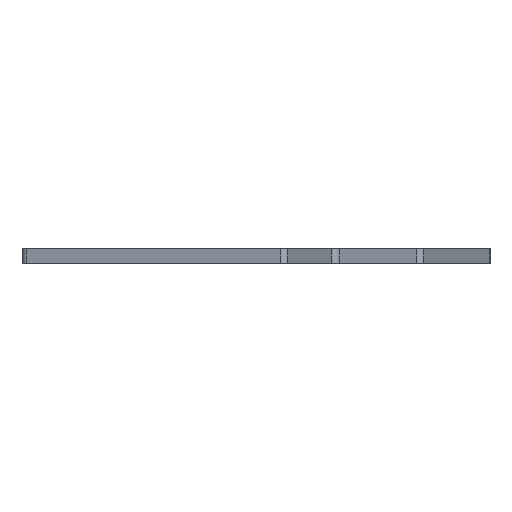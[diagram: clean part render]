
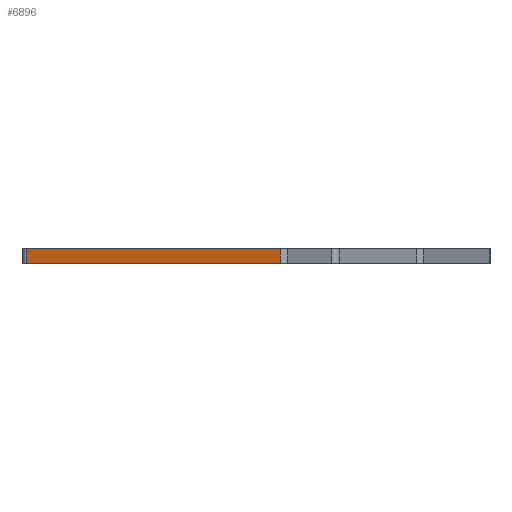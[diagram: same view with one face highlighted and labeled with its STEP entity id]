
A CAD part, left-side view. The second image highlights one B-rep face of the part: STEP entity #6896.
In plain terms, the highlighted planar face has unit normal (-0.966, 0.259, 0).
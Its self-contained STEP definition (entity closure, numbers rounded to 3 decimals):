
#1131=CARTESIAN_POINT('',(-110.106,-5.813,8.005));
#1132=VERTEX_POINT('',#1131);
#1140=CARTESIAN_POINT('',(-96.039,46.685,8.005));
#1141=VERTEX_POINT('',#1140);
#1142=CARTESIAN_POINT('',(-96.039,46.685,8.005));
#1143=DIRECTION('',(-0.259,-0.966,0.));
#1144=VECTOR('',#1143,54.35);
#1145=LINE('',#1142,#1144);
#1146=EDGE_CURVE('',#1141,#1132,#1145,.T.);
#6584=CARTESIAN_POINT('',(-96.039,46.685,11.005));
#6585=VERTEX_POINT('',#6584);
#6593=CARTESIAN_POINT('',(-110.106,-5.813,11.005));
#6594=VERTEX_POINT('',#6593);
#6595=CARTESIAN_POINT('',(-96.039,46.685,11.005));
#6596=DIRECTION('',(-0.259,-0.966,0.));
#6597=VECTOR('',#6596,54.35);
#6598=LINE('',#6595,#6597);
#6599=EDGE_CURVE('',#6585,#6594,#6598,.T.);
#6875=CARTESIAN_POINT('',(-103.073,20.436,8.005));
#6876=DIRECTION('',(-0.966,0.259,0.));
#6877=DIRECTION('',(0.259,0.966,-0.));
#6878=AXIS2_PLACEMENT_3D('',#6875,#6876,#6877);
#6879=PLANE('',#6878);
#6880=ORIENTED_EDGE('',*,*,#6599,.F.);
#6881=CARTESIAN_POINT('',(-96.039,46.685,11.005));
#6882=DIRECTION('',(-0.,0.,-1.));
#6883=VECTOR('',#6882,3.);
#6884=LINE('',#6881,#6883);
#6885=EDGE_CURVE('',#6585,#1141,#6884,.T.);
#6886=ORIENTED_EDGE('',*,*,#6885,.T.);
#6887=ORIENTED_EDGE('',*,*,#1146,.T.);
#6888=CARTESIAN_POINT('',(-110.106,-5.813,8.005));
#6889=DIRECTION('',(0.,-0.,1.));
#6890=VECTOR('',#6889,3.);
#6891=LINE('',#6888,#6890);
#6892=EDGE_CURVE('',#1132,#6594,#6891,.T.);
#6893=ORIENTED_EDGE('',*,*,#6892,.T.);
#6894=EDGE_LOOP('',(#6880,#6886,#6887,#6893));
#6895=FACE_BOUND('',#6894,.T.);
#6896=ADVANCED_FACE('',(#6895),#6879,.T.);
